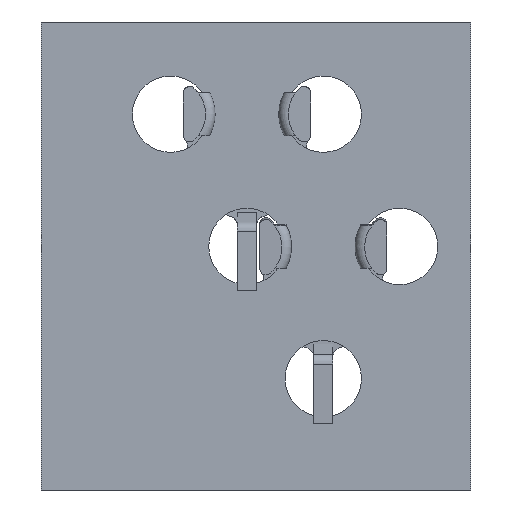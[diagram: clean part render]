
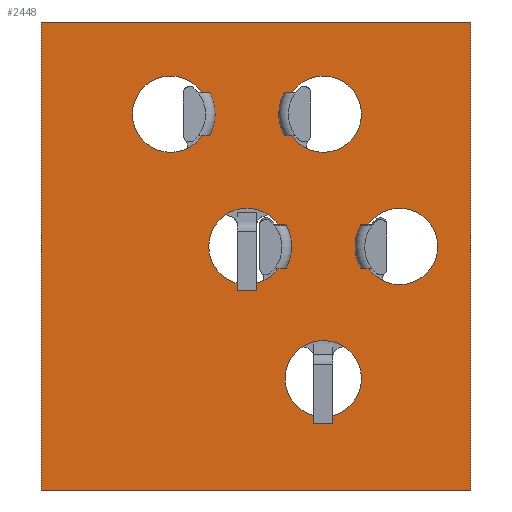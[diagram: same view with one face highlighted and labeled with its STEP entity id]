
A CAD part, front view. The second image highlights one B-rep face of the part: STEP entity #2448.
In plain terms, the highlighted planar face has unit normal (0, -1, 0).
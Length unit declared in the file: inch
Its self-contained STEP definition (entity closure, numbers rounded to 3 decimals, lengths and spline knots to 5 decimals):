
#18 = CIRCLE ( 'NONE', #2030, 0.23622 ) ;
#19 = DIRECTION ( 'NONE',  ( 0., 0., 1. ) ) ;
#61 = CARTESIAN_POINT ( 'NONE',  ( -1.27224, 0., -2.05247 ) ) ;
#74 = CARTESIAN_POINT ( 'NONE',  ( -0.47244, 0., 0.27276 ) ) ;
#127 = AXIS2_PLACEMENT_3D ( 'NONE', #3118, #993, #2301 ) ;
#138 = ORIENTED_EDGE ( 'NONE', *, *, #2697, .F. ) ;
#142 = ORIENTED_EDGE ( 'NONE', *, *, #1176, .T. ) ;
#190 = VERTEX_POINT ( 'NONE', #1250 ) ;
#214 = AXIS2_PLACEMENT_3D ( 'NONE', #74, #3220, #3233 ) ;
#254 = PLANE ( 'NONE',  #600 ) ;
#282 = CARTESIAN_POINT ( 'NONE',  ( 0.47244, 0., -1.1276 ) ) ;
#323 = CARTESIAN_POINT ( 'NONE',  ( 0.94488, 0., -0.78175 ) ) ;
#349 = CARTESIAN_POINT ( 'NONE',  ( -0.47244, 0., 0.27276 ) ) ;
#369 = VERTEX_POINT ( 'NONE', #323 ) ;
#406 = CARTESIAN_POINT ( 'NONE',  ( 1.3846, 0., 0.8432 ) ) ;
#436 = CARTESIAN_POINT ( 'NONE',  ( -1.27224, 0., -2.05247 ) ) ;
#443 = EDGE_CURVE ( 'NONE', #1190, #709, #1782, .T. ) ;
#454 = DIRECTION ( 'NONE',  ( 0., 0., 1. ) ) ;
#457 = EDGE_CURVE ( 'NONE', #766, #614, #2364, .T. ) ;
#563 = VECTOR ( 'NONE', #3344, 39.37008 ) ;
#575 = DIRECTION ( 'NONE',  ( 0., 1., 0. ) ) ;
#585 = DIRECTION ( 'NONE',  ( 0., 1., 0. ) ) ;
#600 = AXIS2_PLACEMENT_3D ( 'NONE', #3235, #585, #1320 ) ;
#614 = VERTEX_POINT ( 'NONE', #1079 ) ;
#654 = FACE_BOUND ( 'NONE', #1932, .T. ) ;
#662 = DIRECTION ( 'NONE',  ( 0., 1., 0. ) ) ;
#666 = AXIS2_PLACEMENT_3D ( 'NONE', #826, #2397, #1097 ) ;
#702 = ORIENTED_EDGE ( 'NONE', *, *, #457, .T. ) ;
#709 = VERTEX_POINT ( 'NONE', #2701 ) ;
#714 = CIRCLE ( 'NONE', #666, 0.23622 ) ;
#753 = AXIS2_PLACEMENT_3D ( 'NONE', #2163, #575, #1689 ) ;
#766 = VERTEX_POINT ( 'NONE', #1380 ) ;
#826 = CARTESIAN_POINT ( 'NONE',  ( 0.47244, 0., 0.27276 ) ) ;
#899 = ORIENTED_EDGE ( 'NONE', *, *, #1832, .T. ) ;
#926 = EDGE_CURVE ( 'NONE', #2449, #1927, #2315, .T. ) ;
#942 = CARTESIAN_POINT ( 'NONE',  ( -1.27224, 0., 0.8432 ) ) ;
#950 = EDGE_CURVE ( 'NONE', #190, #1190, #1014, .T. ) ;
#983 = VECTOR ( 'NONE', #3310, 39.37008 ) ;
#993 = DIRECTION ( 'NONE',  ( 0., 1., 0. ) ) ;
#1014 = LINE ( 'NONE', #1219, #1172 ) ;
#1024 = CARTESIAN_POINT ( 'NONE',  ( -0.47244, 0., 0.50898 ) ) ;
#1038 = ORIENTED_EDGE ( 'NONE', *, *, #443, .F. ) ;
#1079 = CARTESIAN_POINT ( 'NONE',  ( 0., 0., -0.78175 ) ) ;
#1097 = DIRECTION ( 'NONE',  ( 0., 0., 1. ) ) ;
#1104 = EDGE_CURVE ( 'NONE', #1927, #2449, #1717, .T. ) ;
#1127 = CIRCLE ( 'NONE', #1574, 0.23622 ) ;
#1172 = VECTOR ( 'NONE', #1523, 39.37008 ) ;
#1176 = EDGE_CURVE ( 'NONE', #1747, #2456, #714, .T. ) ;
#1190 = VERTEX_POINT ( 'NONE', #61 ) ;
#1204 = DIRECTION ( 'NONE',  ( 0., 1., 0. ) ) ;
#1219 = CARTESIAN_POINT ( 'NONE',  ( -1.27224, 0., -2.05247 ) ) ;
#1224 = DIRECTION ( 'NONE',  ( 0., 1., 0. ) ) ;
#1248 = CARTESIAN_POINT ( 'NONE',  ( -0.47244, 0., 0.03654 ) ) ;
#1250 = CARTESIAN_POINT ( 'NONE',  ( 1.3846, 0., -2.05247 ) ) ;
#1269 = DIRECTION ( 'NONE',  ( 0., 1., 0. ) ) ;
#1273 = ORIENTED_EDGE ( 'NONE', *, *, #1104, .T. ) ;
#1291 = LINE ( 'NONE', #3335, #563 ) ;
#1320 = DIRECTION ( 'NONE',  ( 0., 0., 1. ) ) ;
#1343 = EDGE_CURVE ( 'NONE', #709, #1818, #2385, .T. ) ;
#1345 = AXIS2_PLACEMENT_3D ( 'NONE', #2024, #1269, #454 ) ;
#1380 = CARTESIAN_POINT ( 'NONE',  ( 0., 0., -0.30931 ) ) ;
#1412 = ORIENTED_EDGE ( 'NONE', *, *, #2955, .T. ) ;
#1465 = DIRECTION ( 'NONE',  ( 0., 0., 1. ) ) ;
#1481 = ORIENTED_EDGE ( 'NONE', *, *, #1505, .T. ) ;
#1505 = EDGE_CURVE ( 'NONE', #2179, #2318, #3221, .T. ) ;
#1523 = DIRECTION ( 'NONE',  ( -1., 0., 0. ) ) ;
#1541 = EDGE_CURVE ( 'NONE', #2318, #2179, #1127, .T. ) ;
#1546 = FACE_BOUND ( 'NONE', #2671, .T. ) ;
#1561 = EDGE_LOOP ( 'NONE', ( #142, #2867 ) ) ;
#1574 = AXIS2_PLACEMENT_3D ( 'NONE', #349, #2454, #3283 ) ;
#1689 = DIRECTION ( 'NONE',  ( 0., 0., 1. ) ) ;
#1712 = VECTOR ( 'NONE', #2767, 39.37008 ) ;
#1717 = CIRCLE ( 'NONE', #2325, 0.23622 ) ;
#1747 = VERTEX_POINT ( 'NONE', #2939 ) ;
#1759 = FACE_BOUND ( 'NONE', #1561, .T. ) ;
#1782 = LINE ( 'NONE', #436, #983 ) ;
#1794 = CIRCLE ( 'NONE', #753, 0.23622 ) ;
#1797 = DIRECTION ( 'NONE',  ( 0., 0., 1. ) ) ;
#1818 = VERTEX_POINT ( 'NONE', #406 ) ;
#1832 = EDGE_CURVE ( 'NONE', #369, #2791, #18, .T. ) ;
#1852 = CARTESIAN_POINT ( 'NONE',  ( 0.47244, 0., -1.60004 ) ) ;
#1878 = FACE_BOUND ( 'NONE', #1883, .T. ) ;
#1883 = EDGE_LOOP ( 'NONE', ( #1412, #702 ) ) ;
#1886 = ORIENTED_EDGE ( 'NONE', *, *, #950, .F. ) ;
#1927 = VERTEX_POINT ( 'NONE', #282 ) ;
#1932 = EDGE_LOOP ( 'NONE', ( #1481, #2905 ) ) ;
#1979 = AXIS2_PLACEMENT_3D ( 'NONE', #3322, #1224, #1797 ) ;
#2024 = CARTESIAN_POINT ( 'NONE',  ( 0.47244, 0., -1.36382 ) ) ;
#2030 = AXIS2_PLACEMENT_3D ( 'NONE', #2771, #1204, #3043 ) ;
#2163 = CARTESIAN_POINT ( 'NONE',  ( 0., 0., -0.54553 ) ) ;
#2179 = VERTEX_POINT ( 'NONE', #1248 ) ;
#2210 = EDGE_CURVE ( 'NONE', #2791, #369, #3353, .T. ) ;
#2267 = FACE_OUTER_BOUND ( 'NONE', #2742, .T. ) ;
#2301 = DIRECTION ( 'NONE',  ( 0., 0., 1. ) ) ;
#2315 = CIRCLE ( 'NONE', #1345, 0.23622 ) ;
#2318 = VERTEX_POINT ( 'NONE', #1024 ) ;
#2325 = AXIS2_PLACEMENT_3D ( 'NONE', #2903, #2935, #19 ) ;
#2359 = EDGE_CURVE ( 'NONE', #2456, #1747, #3101, .T. ) ;
#2364 = CIRCLE ( 'NONE', #1979, 0.23622 ) ;
#2385 = LINE ( 'NONE', #942, #1712 ) ;
#2397 = DIRECTION ( 'NONE',  ( 0., 1., 0. ) ) ;
#2448 = ADVANCED_FACE ( 'NONE', ( #654, #1546, #2267, #1878, #1759, #3013 ), #254, .F. ) ;
#2449 = VERTEX_POINT ( 'NONE', #1852 ) ;
#2454 = DIRECTION ( 'NONE',  ( 0., 1., 0. ) ) ;
#2456 = VERTEX_POINT ( 'NONE', #2965 ) ;
#2671 = EDGE_LOOP ( 'NONE', ( #899, #2866 ) ) ;
#2697 = EDGE_CURVE ( 'NONE', #1818, #190, #1291, .T. ) ;
#2701 = CARTESIAN_POINT ( 'NONE',  ( -1.27224, 0., 0.8432 ) ) ;
#2742 = EDGE_LOOP ( 'NONE', ( #1038, #1886, #138, #2833 ) ) ;
#2767 = DIRECTION ( 'NONE',  ( 1., 0., 0. ) ) ;
#2771 = CARTESIAN_POINT ( 'NONE',  ( 0.94488, 0., -0.54553 ) ) ;
#2791 = VERTEX_POINT ( 'NONE', #3000 ) ;
#2833 = ORIENTED_EDGE ( 'NONE', *, *, #1343, .F. ) ;
#2861 = ORIENTED_EDGE ( 'NONE', *, *, #926, .T. ) ;
#2866 = ORIENTED_EDGE ( 'NONE', *, *, #2210, .T. ) ;
#2867 = ORIENTED_EDGE ( 'NONE', *, *, #2359, .T. ) ;
#2903 = CARTESIAN_POINT ( 'NONE',  ( 0.47244, 0., -1.36382 ) ) ;
#2905 = ORIENTED_EDGE ( 'NONE', *, *, #1541, .T. ) ;
#2935 = DIRECTION ( 'NONE',  ( 0., 1., 0. ) ) ;
#2939 = CARTESIAN_POINT ( 'NONE',  ( 0.47244, 0., 0.03654 ) ) ;
#2955 = EDGE_CURVE ( 'NONE', #614, #766, #1794, .T. ) ;
#2965 = CARTESIAN_POINT ( 'NONE',  ( 0.47244, 0., 0.50898 ) ) ;
#2990 = EDGE_LOOP ( 'NONE', ( #2861, #1273 ) ) ;
#3000 = CARTESIAN_POINT ( 'NONE',  ( 0.94488, 0., -0.30931 ) ) ;
#3013 = FACE_BOUND ( 'NONE', #2990, .T. ) ;
#3043 = DIRECTION ( 'NONE',  ( 0., 0., 1. ) ) ;
#3101 = CIRCLE ( 'NONE', #127, 0.23622 ) ;
#3118 = CARTESIAN_POINT ( 'NONE',  ( 0.47244, 0., 0.27276 ) ) ;
#3220 = DIRECTION ( 'NONE',  ( 0., 1., 0. ) ) ;
#3221 = CIRCLE ( 'NONE', #214, 0.23622 ) ;
#3233 = DIRECTION ( 'NONE',  ( 0., 0., 1. ) ) ;
#3235 = CARTESIAN_POINT ( 'NONE',  ( 0., 0., 0. ) ) ;
#3283 = DIRECTION ( 'NONE',  ( 0., 0., 1. ) ) ;
#3310 = DIRECTION ( 'NONE',  ( 0., 0., 1. ) ) ;
#3322 = CARTESIAN_POINT ( 'NONE',  ( 0., 0., -0.54553 ) ) ;
#3335 = CARTESIAN_POINT ( 'NONE',  ( 1.3846, 0., -2.05247 ) ) ;
#3344 = DIRECTION ( 'NONE',  ( 0., 0., -1. ) ) ;
#3349 = CARTESIAN_POINT ( 'NONE',  ( 0.94488, 0., -0.54553 ) ) ;
#3353 = CIRCLE ( 'NONE', #3358, 0.23622 ) ;
#3358 = AXIS2_PLACEMENT_3D ( 'NONE', #3349, #662, #1465 ) ;
